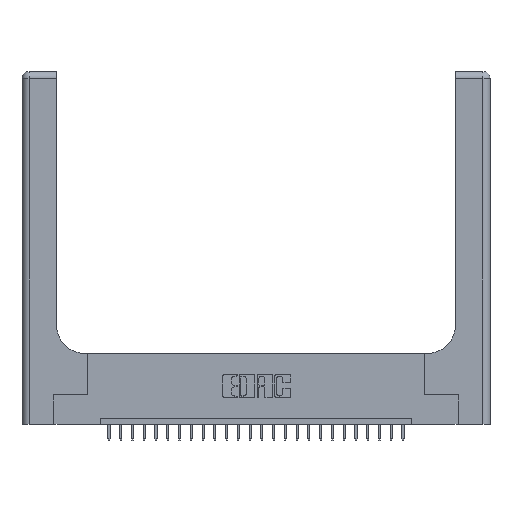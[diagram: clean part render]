
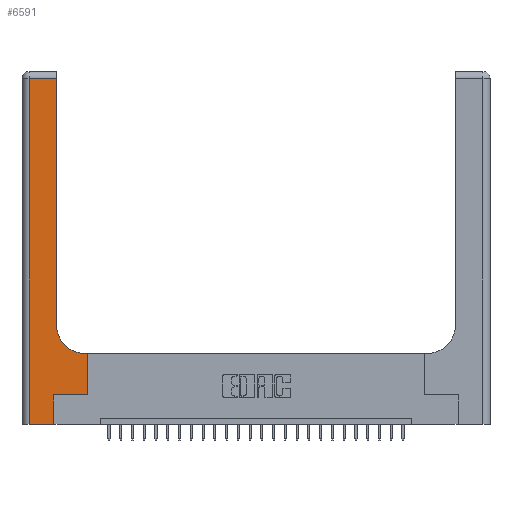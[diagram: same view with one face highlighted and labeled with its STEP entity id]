
A CAD part, top view. The second image highlights one B-rep face of the part: STEP entity #6591.
In plain terms, the highlighted planar face has unit normal (0, 0, 1).
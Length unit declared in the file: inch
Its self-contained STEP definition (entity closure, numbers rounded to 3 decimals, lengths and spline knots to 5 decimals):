
#446 = CARTESIAN_POINT ( 'NONE',  ( 0.5415, 0.6, 0.37 ) ) ;
#606 = DIRECTION ( 'NONE',  ( 0., 1., 0. ) ) ;
#816 = ORIENTED_EDGE ( 'NONE', *, *, #7058, .T. ) ;
#959 = ORIENTED_EDGE ( 'NONE', *, *, #22029, .T. ) ;
#1252 = CARTESIAN_POINT ( 'NONE',  ( 0.2915, 3., 0.37 ) ) ;
#1351 = ORIENTED_EDGE ( 'NONE', *, *, #17378, .T. ) ;
#1374 = CARTESIAN_POINT ( 'NONE',  ( 0., 3., 0.37 ) ) ;
#1505 = DIRECTION ( 'NONE',  ( -1., 0., 0. ) ) ;
#1911 = VECTOR ( 'NONE', #606, 39.37008 ) ;
#2146 = DIRECTION ( 'NONE',  ( 0., 1., 0. ) ) ;
#2959 = CARTESIAN_POINT ( 'NONE',  ( 0.2915, 2.94, 0.37 ) ) ;
#3412 = DIRECTION ( 'NONE',  ( 1., 0., 0. ) ) ;
#4283 = VECTOR ( 'NONE', #13507, 39.37008 ) ;
#5096 = EDGE_CURVE ( 'NONE', #16548, #14285, #23141, .T. ) ;
#6149 = VECTOR ( 'NONE', #2146, 39.37008 ) ;
#6254 = LINE ( 'NONE', #18774, #7575 ) ;
#6591 = ADVANCED_FACE ( 'NONE', ( #26352 ), #11907, .F. ) ;
#7058 = EDGE_CURVE ( 'NONE', #7692, #14800, #22116, .T. ) ;
#7298 = LINE ( 'NONE', #1252, #21696 ) ;
#7575 = VECTOR ( 'NONE', #19038, 39.37008 ) ;
#7692 = VERTEX_POINT ( 'NONE', #446 ) ;
#7940 = CARTESIAN_POINT ( 'NONE',  ( 0.06, 0., 0.37 ) ) ;
#9329 = DIRECTION ( 'NONE',  ( -1., 0., 0. ) ) ;
#9737 = DIRECTION ( 'NONE',  ( 0., 1., 0. ) ) ;
#10098 = ORIENTED_EDGE ( 'NONE', *, *, #18247, .T. ) ;
#10189 = CARTESIAN_POINT ( 'NONE',  ( 0.5585, 0.25, 0.37 ) ) ;
#10783 = ORIENTED_EDGE ( 'NONE', *, *, #11425, .T. ) ;
#11236 = CARTESIAN_POINT ( 'NONE',  ( 0.2915, 0.6, 0.37 ) ) ;
#11410 = CARTESIAN_POINT ( 'NONE',  ( 0., 2.94, 0.37 ) ) ;
#11425 = EDGE_CURVE ( 'NONE', #14659, #16548, #25898, .T. ) ;
#11907 = PLANE ( 'NONE',  #15277 ) ;
#12018 = EDGE_CURVE ( 'NONE', #14800, #15246, #7298, .T. ) ;
#13208 = LINE ( 'NONE', #11410, #24413 ) ;
#13507 = DIRECTION ( 'NONE',  ( 1., 0., 0. ) ) ;
#14215 = EDGE_CURVE ( 'NONE', #15246, #15904, #13208, .T. ) ;
#14260 = DIRECTION ( 'NONE',  ( 0., 0., -1. ) ) ;
#14285 = VERTEX_POINT ( 'NONE', #24173 ) ;
#14659 = VERTEX_POINT ( 'NONE', #24695 ) ;
#14800 = VERTEX_POINT ( 'NONE', #18006 ) ;
#14964 = ORIENTED_EDGE ( 'NONE', *, *, #12018, .T. ) ;
#15246 = VERTEX_POINT ( 'NONE', #2959 ) ;
#15277 = AXIS2_PLACEMENT_3D ( 'NONE', #1374, #19904, #1505 ) ;
#15627 = VERTEX_POINT ( 'NONE', #7940 ) ;
#15748 = VERTEX_POINT ( 'NONE', #19773 ) ;
#15904 = VERTEX_POINT ( 'NONE', #16549 ) ;
#16518 = AXIS2_PLACEMENT_3D ( 'NONE', #18596, #14260, #3412 ) ;
#16548 = VERTEX_POINT ( 'NONE', #10189 ) ;
#16549 = CARTESIAN_POINT ( 'NONE',  ( 0.06, 2.94, 0.37 ) ) ;
#16832 = LINE ( 'NONE', #18727, #24911 ) ;
#17340 = LINE ( 'NONE', #11236, #18518 ) ;
#17378 = EDGE_CURVE ( 'NONE', #15627, #15748, #16832, .T. ) ;
#17757 = ORIENTED_EDGE ( 'NONE', *, *, #14215, .T. ) ;
#18006 = CARTESIAN_POINT ( 'NONE',  ( 0.2915, 0.85, 0.37 ) ) ;
#18247 = EDGE_CURVE ( 'NONE', #15904, #15627, #6254, .T. ) ;
#18325 = DIRECTION ( 'NONE',  ( 1., 0., 0. ) ) ;
#18518 = VECTOR ( 'NONE', #9329, 39.37008 ) ;
#18596 = CARTESIAN_POINT ( 'NONE',  ( 0.5415, 0.85, 0.37 ) ) ;
#18727 = CARTESIAN_POINT ( 'NONE',  ( 0., 0., 0.37 ) ) ;
#18774 = CARTESIAN_POINT ( 'NONE',  ( 0.06, 3., 0.37 ) ) ;
#19023 = CARTESIAN_POINT ( 'NONE',  ( 0.269, 0., 0.37 ) ) ;
#19038 = DIRECTION ( 'NONE',  ( 0., -1., 0. ) ) ;
#19688 = DIRECTION ( 'NONE',  ( -1., 0., 0. ) ) ;
#19773 = CARTESIAN_POINT ( 'NONE',  ( 0.269, 0., 0.37 ) ) ;
#19904 = DIRECTION ( 'NONE',  ( 0., 0., -1. ) ) ;
#20260 = ORIENTED_EDGE ( 'NONE', *, *, #22588, .T. ) ;
#20659 = ORIENTED_EDGE ( 'NONE', *, *, #5096, .T. ) ;
#21696 = VECTOR ( 'NONE', #9737, 39.37008 ) ;
#22029 = EDGE_CURVE ( 'NONE', #15748, #14659, #25143, .T. ) ;
#22116 = CIRCLE ( 'NONE', #16518, 0.25 ) ;
#22588 = EDGE_CURVE ( 'NONE', #14285, #7692, #17340, .T. ) ;
#23141 = LINE ( 'NONE', #24814, #6149 ) ;
#24173 = CARTESIAN_POINT ( 'NONE',  ( 0.5585, 0.6, 0.37 ) ) ;
#24211 = CARTESIAN_POINT ( 'NONE',  ( 0.269, 0.25, 0.37 ) ) ;
#24413 = VECTOR ( 'NONE', #19688, 39.37008 ) ;
#24695 = CARTESIAN_POINT ( 'NONE',  ( 0.269, 0.25, 0.37 ) ) ;
#24814 = CARTESIAN_POINT ( 'NONE',  ( 0.5585, 0.25, 0.37 ) ) ;
#24911 = VECTOR ( 'NONE', #18325, 39.37008 ) ;
#25143 = LINE ( 'NONE', #19023, #1911 ) ;
#25389 = EDGE_LOOP ( 'NONE', ( #14964, #17757, #10098, #1351, #959, #10783, #20659, #20260, #816 ) ) ;
#25898 = LINE ( 'NONE', #24211, #4283 ) ;
#26352 = FACE_OUTER_BOUND ( 'NONE', #25389, .T. ) ;
